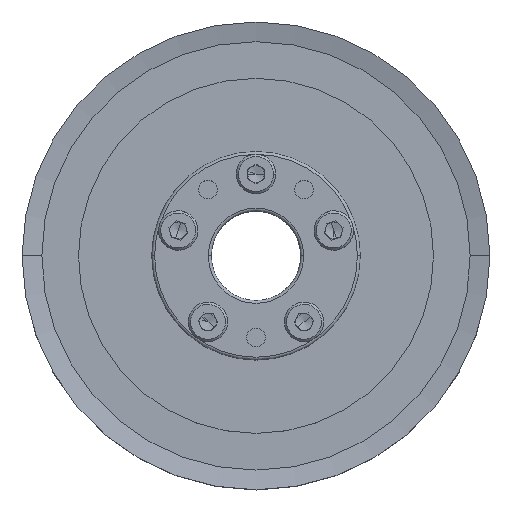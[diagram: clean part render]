
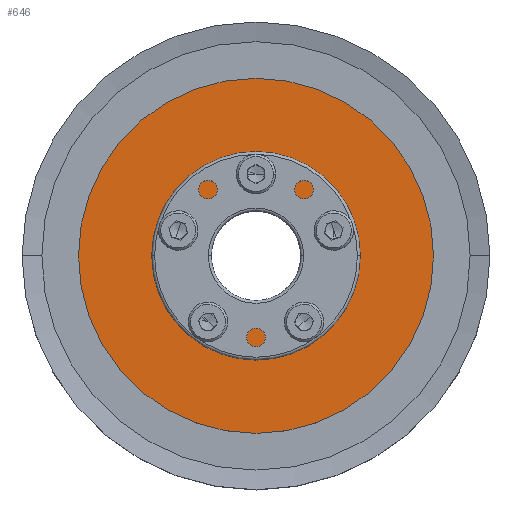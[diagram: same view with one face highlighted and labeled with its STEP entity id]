
A CAD part, top view. The second image highlights one B-rep face of the part: STEP entity #646.
In plain terms, the highlighted planar face has unit normal (0, 0, 1).
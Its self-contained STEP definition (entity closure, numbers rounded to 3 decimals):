
#30 = AXIS2_PLACEMENT_3D ( 'NONE', #6914, #7829, #2118 ) ;
#200 = AXIS2_PLACEMENT_3D ( 'NONE', #5197, #12302, #6557 ) ;
#301 = EDGE_CURVE ( 'NONE', #13714, #4880, #12393, .T. ) ;
#441 = DIRECTION ( 'NONE',  ( 0., 0., -1. ) ) ;
#626 = EDGE_LOOP ( 'NONE', ( #5021, #1941 ) ) ;
#635 = CARTESIAN_POINT ( 'NONE',  ( 13.79, 4.481, 22. ) ) ;
#646 = ADVANCED_FACE ( 'NONE', ( #6798, #1933, #6568, #7939, #14813, #8910, #11193 ), #4454, .T. ) ;
#686 = VERTEX_POINT ( 'NONE', #7635 ) ;
#952 = AXIS2_PLACEMENT_3D ( 'NONE', #10404, #3569, #9261 ) ;
#1214 = CIRCLE ( 'NONE', #10911, 31.5 ) ;
#1239 = VERTEX_POINT ( 'NONE', #5070 ) ;
#1546 = EDGE_CURVE ( 'NONE', #2200, #7067, #14285, .T. ) ;
#1584 = CARTESIAN_POINT ( 'NONE',  ( 0., 0., 22. ) ) ;
#1660 = AXIS2_PLACEMENT_3D ( 'NONE', #13682, #7867, #9888 ) ;
#1739 = VERTEX_POINT ( 'NONE', #6718 ) ;
#1933 = FACE_BOUND ( 'NONE', #626, .T. ) ;
#1941 = ORIENTED_EDGE ( 'NONE', *, *, #301, .F. ) ;
#1999 = VERTEX_POINT ( 'NONE', #8436 ) ;
#2055 = CARTESIAN_POINT ( 'NONE',  ( 0., 0., 22. ) ) ;
#2118 = DIRECTION ( 'NONE',  ( 1., 0., 0. ) ) ;
#2200 = VERTEX_POINT ( 'NONE', #8812 ) ;
#2969 = CARTESIAN_POINT ( 'NONE',  ( -10.173, -11.731, 22. ) ) ;
#3011 = EDGE_CURVE ( 'NONE', #9728, #686, #12295, .T. ) ;
#3158 = CIRCLE ( 'NONE', #8735, 9.237 ) ;
#3250 = EDGE_CURVE ( 'NONE', #1239, #1999, #5041, .T. ) ;
#3294 = CIRCLE ( 'NONE', #8158, 1.65 ) ;
#3569 = DIRECTION ( 'NONE',  ( 0., 0., 1. ) ) ;
#3592 = AXIS2_PLACEMENT_3D ( 'NONE', #11316, #7764, #8827 ) ;
#3672 = CIRCLE ( 'NONE', #952, 1.65 ) ;
#3688 = AXIS2_PLACEMENT_3D ( 'NONE', #9145, #13772, #10376 ) ;
#3698 = ORIENTED_EDGE ( 'NONE', *, *, #1546, .F. ) ;
#3756 = DIRECTION ( 'NONE',  ( 0., 0., 1. ) ) ;
#3768 = DIRECTION ( 'NONE',  ( 0., 0., 1. ) ) ;
#3997 = DIRECTION ( 'NONE',  ( 1., 0., 0. ) ) ;
#4174 = CIRCLE ( 'NONE', #13851, 9.237 ) ;
#4408 = CARTESIAN_POINT ( 'NONE',  ( -13.79, 4.481, 22. ) ) ;
#4454 = PLANE ( 'NONE',  #1660 ) ;
#4460 = VERTEX_POINT ( 'NONE', #6377 ) ;
#4565 = DIRECTION ( 'NONE',  ( 0., 0., 1. ) ) ;
#4641 = EDGE_LOOP ( 'NONE', ( #9420, #14248 ) ) ;
#4738 = CARTESIAN_POINT ( 'NONE',  ( 9.237, 0., 22. ) ) ;
#4836 = EDGE_LOOP ( 'NONE', ( #14156, #3698 ) ) ;
#4880 = VERTEX_POINT ( 'NONE', #12019 ) ;
#4953 = CARTESIAN_POINT ( 'NONE',  ( 12.14, 4.481, 22. ) ) ;
#4960 = CIRCLE ( 'NONE', #5659, 1.65 ) ;
#5021 = ORIENTED_EDGE ( 'NONE', *, *, #11829, .F. ) ;
#5041 = CIRCLE ( 'NONE', #10383, 1.65 ) ;
#5070 = CARTESIAN_POINT ( 'NONE',  ( 6.873, -11.731, 22. ) ) ;
#5197 = CARTESIAN_POINT ( 'NONE',  ( -8.523, -11.731, 22. ) ) ;
#5519 = ORIENTED_EDGE ( 'NONE', *, *, #10653, .F. ) ;
#5632 = CARTESIAN_POINT ( 'NONE',  ( -9.237, 0., 22. ) ) ;
#5641 = DIRECTION ( 'NONE',  ( 1., 0., 0. ) ) ;
#5659 = AXIS2_PLACEMENT_3D ( 'NONE', #635, #6271, #3997 ) ;
#5782 = CARTESIAN_POINT ( 'NONE',  ( 8.523, -11.731, 22. ) ) ;
#5813 = DIRECTION ( 'NONE',  ( 1., 0., 0. ) ) ;
#5831 = CARTESIAN_POINT ( 'NONE',  ( 0., 0., 22. ) ) ;
#5926 = ORIENTED_EDGE ( 'NONE', *, *, #13353, .F. ) ;
#5957 = EDGE_CURVE ( 'NONE', #1739, #4460, #3294, .T. ) ;
#6078 = AXIS2_PLACEMENT_3D ( 'NONE', #14968, #3768, #7040 ) ;
#6271 = DIRECTION ( 'NONE',  ( 0., 0., 1. ) ) ;
#6309 = CIRCLE ( 'NONE', #9445, 31.5 ) ;
#6377 = CARTESIAN_POINT ( 'NONE',  ( -15.44, 4.481, 22. ) ) ;
#6557 = DIRECTION ( 'NONE',  ( 1., 0., 0. ) ) ;
#6568 = FACE_BOUND ( 'NONE', #13231, .T. ) ;
#6629 = CARTESIAN_POINT ( 'NONE',  ( 1.65, 14.5, 22. ) ) ;
#6646 = AXIS2_PLACEMENT_3D ( 'NONE', #4408, #6741, #13781 ) ;
#6687 = DIRECTION ( 'NONE',  ( 1., 0., 0. ) ) ;
#6718 = CARTESIAN_POINT ( 'NONE',  ( -12.14, 4.481, 22. ) ) ;
#6741 = DIRECTION ( 'NONE',  ( 0., 0., 1. ) ) ;
#6798 = FACE_BOUND ( 'NONE', #4641, .T. ) ;
#6914 = CARTESIAN_POINT ( 'NONE',  ( 8.523, -11.731, 22. ) ) ;
#7040 = DIRECTION ( 'NONE',  ( 1., 0., 0. ) ) ;
#7067 = VERTEX_POINT ( 'NONE', #6629 ) ;
#7391 = EDGE_CURVE ( 'NONE', #8038, #11208, #6309, .T. ) ;
#7585 = DIRECTION ( 'NONE',  ( -1., 0., 0. ) ) ;
#7628 = CIRCLE ( 'NONE', #6646, 1.65 ) ;
#7635 = CARTESIAN_POINT ( 'NONE',  ( 15.44, 4.481, 22. ) ) ;
#7764 = DIRECTION ( 'NONE',  ( 0., 0., 1. ) ) ;
#7821 = EDGE_CURVE ( 'NONE', #11208, #8038, #1214, .T. ) ;
#7829 = DIRECTION ( 'NONE',  ( 0., 0., 1. ) ) ;
#7867 = DIRECTION ( 'NONE',  ( 0., 0., 1. ) ) ;
#7939 = FACE_BOUND ( 'NONE', #13047, .T. ) ;
#8038 = VERTEX_POINT ( 'NONE', #13082 ) ;
#8158 = AXIS2_PLACEMENT_3D ( 'NONE', #14057, #3756, #5813 ) ;
#8220 = ORIENTED_EDGE ( 'NONE', *, *, #7391, .T. ) ;
#8436 = CARTESIAN_POINT ( 'NONE',  ( 10.173, -11.731, 22. ) ) ;
#8596 = ORIENTED_EDGE ( 'NONE', *, *, #8825, .T. ) ;
#8735 = AXIS2_PLACEMENT_3D ( 'NONE', #10080, #12114, #13398 ) ;
#8812 = CARTESIAN_POINT ( 'NONE',  ( -1.65, 14.5, 22. ) ) ;
#8825 = EDGE_CURVE ( 'NONE', #13137, #9696, #4174, .T. ) ;
#8827 = DIRECTION ( 'NONE',  ( 1., 0., 0. ) ) ;
#8910 = FACE_BOUND ( 'NONE', #10786, .T. ) ;
#9145 = CARTESIAN_POINT ( 'NONE',  ( -8.523, -11.731, 22. ) ) ;
#9237 = DIRECTION ( 'NONE',  ( 1., 0., 0. ) ) ;
#9261 = DIRECTION ( 'NONE',  ( 1., 0., 0. ) ) ;
#9420 = ORIENTED_EDGE ( 'NONE', *, *, #5957, .F. ) ;
#9445 = AXIS2_PLACEMENT_3D ( 'NONE', #2055, #4565, #6687 ) ;
#9647 = CIRCLE ( 'NONE', #200, 1.65 ) ;
#9696 = VERTEX_POINT ( 'NONE', #4738 ) ;
#9728 = VERTEX_POINT ( 'NONE', #4953 ) ;
#9888 = DIRECTION ( 'NONE',  ( 1., 0., 0. ) ) ;
#10080 = CARTESIAN_POINT ( 'NONE',  ( 0., 0., 22. ) ) ;
#10376 = DIRECTION ( 'NONE',  ( 1., 0., 0. ) ) ;
#10383 = AXIS2_PLACEMENT_3D ( 'NONE', #5782, #11396, #5641 ) ;
#10404 = CARTESIAN_POINT ( 'NONE',  ( 0., 14.5, 22. ) ) ;
#10483 = EDGE_CURVE ( 'NONE', #4460, #1739, #7628, .T. ) ;
#10583 = ORIENTED_EDGE ( 'NONE', *, *, #14091, .T. ) ;
#10653 = EDGE_CURVE ( 'NONE', #686, #9728, #4960, .T. ) ;
#10665 = CARTESIAN_POINT ( 'NONE',  ( -31.5, 0., 22. ) ) ;
#10751 = ORIENTED_EDGE ( 'NONE', *, *, #7821, .T. ) ;
#10786 = EDGE_LOOP ( 'NONE', ( #8596, #10583 ) ) ;
#10911 = AXIS2_PLACEMENT_3D ( 'NONE', #5831, #13858, #9237 ) ;
#11193 = FACE_OUTER_BOUND ( 'NONE', #14110, .T. ) ;
#11208 = VERTEX_POINT ( 'NONE', #10665 ) ;
#11276 = ORIENTED_EDGE ( 'NONE', *, *, #3250, .F. ) ;
#11316 = CARTESIAN_POINT ( 'NONE',  ( 13.79, 4.481, 22. ) ) ;
#11396 = DIRECTION ( 'NONE',  ( 0., 0., 1. ) ) ;
#11829 = EDGE_CURVE ( 'NONE', #4880, #13714, #9647, .T. ) ;
#12019 = CARTESIAN_POINT ( 'NONE',  ( -6.873, -11.731, 22. ) ) ;
#12114 = DIRECTION ( 'NONE',  ( 0., 0., -1. ) ) ;
#12295 = CIRCLE ( 'NONE', #3592, 1.65 ) ;
#12302 = DIRECTION ( 'NONE',  ( 0., 0., 1. ) ) ;
#12393 = CIRCLE ( 'NONE', #3688, 1.65 ) ;
#12623 = CIRCLE ( 'NONE', #30, 1.65 ) ;
#13047 = EDGE_LOOP ( 'NONE', ( #5519, #13582 ) ) ;
#13082 = CARTESIAN_POINT ( 'NONE',  ( 31.5, 0., 22. ) ) ;
#13137 = VERTEX_POINT ( 'NONE', #5632 ) ;
#13231 = EDGE_LOOP ( 'NONE', ( #5926, #11276 ) ) ;
#13353 = EDGE_CURVE ( 'NONE', #1999, #1239, #12623, .T. ) ;
#13398 = DIRECTION ( 'NONE',  ( -1., 0., 0. ) ) ;
#13582 = ORIENTED_EDGE ( 'NONE', *, *, #3011, .F. ) ;
#13682 = CARTESIAN_POINT ( 'NONE',  ( -1.057, 18.633, 22. ) ) ;
#13714 = VERTEX_POINT ( 'NONE', #2969 ) ;
#13772 = DIRECTION ( 'NONE',  ( 0., 0., 1. ) ) ;
#13781 = DIRECTION ( 'NONE',  ( 1., 0., 0. ) ) ;
#13851 = AXIS2_PLACEMENT_3D ( 'NONE', #1584, #441, #7585 ) ;
#13858 = DIRECTION ( 'NONE',  ( 0., 0., 1. ) ) ;
#13864 = EDGE_CURVE ( 'NONE', #7067, #2200, #3672, .T. ) ;
#14057 = CARTESIAN_POINT ( 'NONE',  ( -13.79, 4.481, 22. ) ) ;
#14091 = EDGE_CURVE ( 'NONE', #9696, #13137, #3158, .T. ) ;
#14110 = EDGE_LOOP ( 'NONE', ( #8220, #10751 ) ) ;
#14156 = ORIENTED_EDGE ( 'NONE', *, *, #13864, .F. ) ;
#14248 = ORIENTED_EDGE ( 'NONE', *, *, #10483, .F. ) ;
#14285 = CIRCLE ( 'NONE', #6078, 1.65 ) ;
#14813 = FACE_BOUND ( 'NONE', #4836, .T. ) ;
#14968 = CARTESIAN_POINT ( 'NONE',  ( 0., 14.5, 22. ) ) ;
